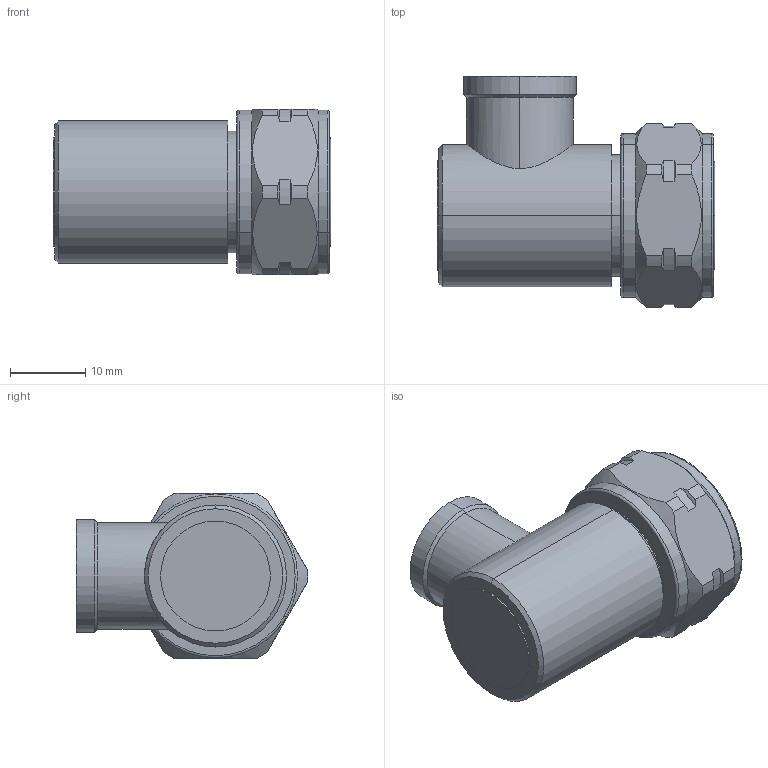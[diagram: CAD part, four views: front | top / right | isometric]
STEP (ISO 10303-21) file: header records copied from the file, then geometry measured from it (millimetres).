
FILE_DESCRIPTION (( 'STEP AP203' ), '1' );
FILE_NAME ('3190-6365.STEP', '2020-09-23T05:50:12', ( '' ), ( '' ), 'SwSTEP 2.0', 'SolidWorks 2018', '' );
FILE_SCHEMA (( 'CONFIG_CONTROL_DESIGN' ));
Length unit declared in the file: inch
Products named in the file (1): 3190-6365
Bounding box: 36.94 x 30.75 x 22 mm (x, y, z)
Volume: 10620.6 mm3; surface area: 6175.4 mm2
Topology: 3 solids, 5 shells, 194 faces, 432 edges, 258 vertices
Faces by surface type: cylinder 80, cone 66, plane 28, torus 20
Entity records: 5871 total; most frequent: CARTESIAN_POINT 1401, DIRECTION 1000, ORIENTED_EDGE 864, EDGE_CURVE 432, AXIS2_PLACEMENT_3D 423, VERTEX_POINT 258, CIRCLE 228, EDGE_LOOP 214
